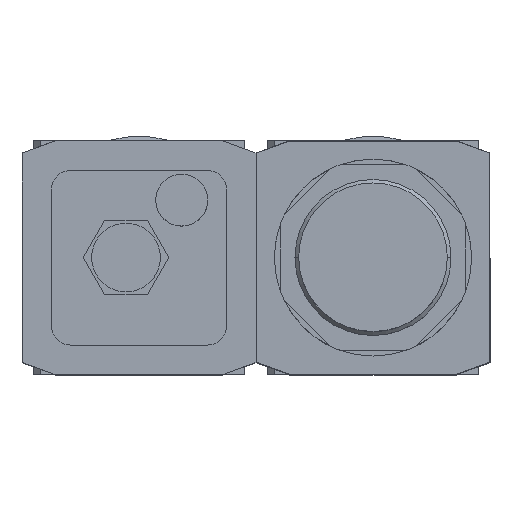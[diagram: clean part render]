
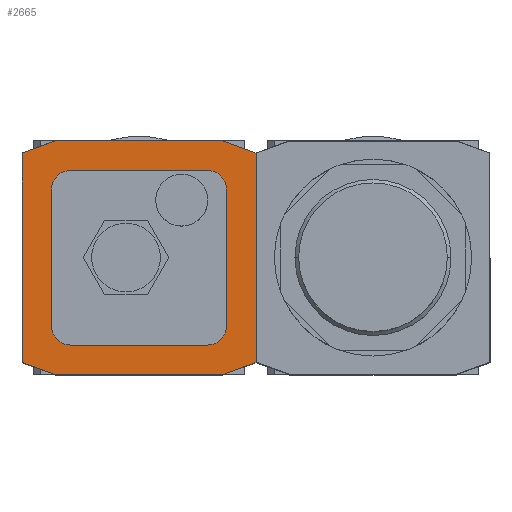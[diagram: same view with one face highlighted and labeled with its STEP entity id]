
A CAD part, top view. The second image highlights one B-rep face of the part: STEP entity #2665.
In plain terms, the highlighted planar face has unit normal (0, 0, 1).
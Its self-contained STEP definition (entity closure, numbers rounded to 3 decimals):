
#2083=CARTESIAN_POINT('',(18.5,23.5,49.5));
#2084=VERTEX_POINT('',#2083);
#2091=CARTESIAN_POINT('',(-18.5,23.5,49.5));
#2092=VERTEX_POINT('',#2091);
#2093=CARTESIAN_POINT('',(-18.5,23.5,49.5));
#2094=DIRECTION('',(1.0,0.0,0.0));
#2095=VECTOR('',#2094,37.);
#2096=LINE('',#2093,#2095);
#2097=EDGE_CURVE('',#2092,#2084,#2096,.T.);
#2122=CARTESIAN_POINT('',(23.5,18.5,49.5));
#2123=VERTEX_POINT('',#2122);
#2130=CARTESIAN_POINT('',(18.5,18.5,49.5));
#2131=DIRECTION('',(0.0,0.0,-1.0));
#2132=DIRECTION('',(-1.0,0.0,0.0));
#2133=AXIS2_PLACEMENT_3D('',#2130,#2131,#2132);
#2134=CIRCLE('',#2133,5.);
#2135=EDGE_CURVE('',#2084,#2123,#2134,.T.);
#2154=CARTESIAN_POINT('',(23.5,-18.5,49.5));
#2155=VERTEX_POINT('',#2154);
#2162=CARTESIAN_POINT('',(23.5,18.5,49.5));
#2163=DIRECTION('',(0.0,-1.0,0.0));
#2164=VECTOR('',#2163,37.);
#2165=LINE('',#2162,#2164);
#2166=EDGE_CURVE('',#2123,#2155,#2165,.T.);
#2186=CARTESIAN_POINT('',(18.5,-23.5,49.5));
#2187=VERTEX_POINT('',#2186);
#2194=CARTESIAN_POINT('',(18.5,-18.5,49.5));
#2195=DIRECTION('',(0.0,0.0,-1.0));
#2196=DIRECTION('',(0.0,1.0,0.0));
#2197=AXIS2_PLACEMENT_3D('',#2194,#2195,#2196);
#2198=CIRCLE('',#2197,5.);
#2199=EDGE_CURVE('',#2155,#2187,#2198,.T.);
#2218=CARTESIAN_POINT('',(-18.5,-23.5,49.5));
#2219=VERTEX_POINT('',#2218);
#2226=CARTESIAN_POINT('',(18.5,-23.5,49.5));
#2227=DIRECTION('',(-1.0,0.0,0.0));
#2228=VECTOR('',#2227,37.);
#2229=LINE('',#2226,#2228);
#2230=EDGE_CURVE('',#2187,#2219,#2229,.T.);
#2250=CARTESIAN_POINT('',(-23.5,-18.5,49.5));
#2251=VERTEX_POINT('',#2250);
#2258=CARTESIAN_POINT('',(-18.5,-18.5,49.5));
#2259=DIRECTION('',(0.0,0.0,-1.0));
#2260=DIRECTION('',(1.0,0.0,0.0));
#2261=AXIS2_PLACEMENT_3D('',#2258,#2259,#2260);
#2262=CIRCLE('',#2261,5.);
#2263=EDGE_CURVE('',#2219,#2251,#2262,.T.);
#2282=CARTESIAN_POINT('',(-23.5,18.5,49.5));
#2283=VERTEX_POINT('',#2282);
#2290=CARTESIAN_POINT('',(-23.5,-18.5,49.5));
#2291=DIRECTION('',(0.0,1.0,0.0));
#2292=VECTOR('',#2291,37.);
#2293=LINE('',#2290,#2292);
#2294=EDGE_CURVE('',#2251,#2283,#2293,.T.);
#2313=CARTESIAN_POINT('',(-18.5,18.5,49.5));
#2314=DIRECTION('',(0.0,0.0,-1.0));
#2315=DIRECTION('',(0.0,-1.0,0.0));
#2316=AXIS2_PLACEMENT_3D('',#2313,#2314,#2315);
#2317=CIRCLE('',#2316,5.);
#2318=EDGE_CURVE('',#2283,#2092,#2317,.T.);
#2584=CARTESIAN_POINT('',(0.,0.0,49.5));
#2585=DIRECTION('',(0.0,0.0,1.0));
#2586=DIRECTION('',(1.0,0.0,0.0));
#2587=AXIS2_PLACEMENT_3D('',#2584,#2585,#2586);
#2588=PLANE('',#2587);
#2589=CARTESIAN_POINT('',(-22.5,-31.5,49.5));
#2590=VERTEX_POINT('',#2589);
#2591=CARTESIAN_POINT('',(-31.5,-28.224,49.5));
#2592=VERTEX_POINT('',#2591);
#2593=CARTESIAN_POINT('',(-22.5,-31.5,49.5));
#2594=DIRECTION('',(-0.94,0.342,0.0));
#2595=VECTOR('',#2594,9.578);
#2596=LINE('',#2593,#2595);
#2597=EDGE_CURVE('',#2590,#2592,#2596,.T.);
#2598=ORIENTED_EDGE('',*,*,#2597,.F.);
#2599=CARTESIAN_POINT('',(22.5,-31.5,49.5));
#2600=VERTEX_POINT('',#2599);
#2601=CARTESIAN_POINT('',(22.5,-31.5,49.5));
#2602=DIRECTION('',(-1.0,0.0,0.0));
#2603=VECTOR('',#2602,45.);
#2604=LINE('',#2601,#2603);
#2605=EDGE_CURVE('',#2600,#2590,#2604,.T.);
#2606=ORIENTED_EDGE('',*,*,#2605,.F.);
#2607=CARTESIAN_POINT('',(31.5,-28.224,49.5));
#2608=VERTEX_POINT('',#2607);
#2609=CARTESIAN_POINT('',(31.5,-28.224,49.5));
#2610=DIRECTION('',(-0.94,-0.342,0.0));
#2611=VECTOR('',#2610,9.578);
#2612=LINE('',#2609,#2611);
#2613=EDGE_CURVE('',#2608,#2600,#2612,.T.);
#2614=ORIENTED_EDGE('',*,*,#2613,.F.);
#2615=CARTESIAN_POINT('',(31.5,28.224,49.5));
#2616=VERTEX_POINT('',#2615);
#2617=CARTESIAN_POINT('',(31.5,28.224,49.5));
#2618=DIRECTION('',(0.0,-1.0,0.0));
#2619=VECTOR('',#2618,56.449);
#2620=LINE('',#2617,#2619);
#2621=EDGE_CURVE('',#2616,#2608,#2620,.T.);
#2622=ORIENTED_EDGE('',*,*,#2621,.F.);
#2623=CARTESIAN_POINT('',(22.5,31.5,49.5));
#2624=VERTEX_POINT('',#2623);
#2625=CARTESIAN_POINT('',(22.5,31.5,49.5));
#2626=DIRECTION('',(0.94,-0.342,0.0));
#2627=VECTOR('',#2626,9.578);
#2628=LINE('',#2625,#2627);
#2629=EDGE_CURVE('',#2624,#2616,#2628,.T.);
#2630=ORIENTED_EDGE('',*,*,#2629,.F.);
#2631=CARTESIAN_POINT('',(-22.5,31.5,49.5));
#2632=VERTEX_POINT('',#2631);
#2633=CARTESIAN_POINT('',(-22.5,31.5,49.5));
#2634=DIRECTION('',(1.0,0.0,0.0));
#2635=VECTOR('',#2634,45.);
#2636=LINE('',#2633,#2635);
#2637=EDGE_CURVE('',#2632,#2624,#2636,.T.);
#2638=ORIENTED_EDGE('',*,*,#2637,.F.);
#2639=CARTESIAN_POINT('',(-31.5,28.224,49.5));
#2640=VERTEX_POINT('',#2639);
#2641=CARTESIAN_POINT('',(-31.5,28.224,49.5));
#2642=DIRECTION('',(0.94,0.342,0.0));
#2643=VECTOR('',#2642,9.578);
#2644=LINE('',#2641,#2643);
#2645=EDGE_CURVE('',#2640,#2632,#2644,.T.);
#2646=ORIENTED_EDGE('',*,*,#2645,.F.);
#2647=CARTESIAN_POINT('',(-31.5,-28.224,49.5));
#2648=DIRECTION('',(0.0,1.0,0.0));
#2649=VECTOR('',#2648,56.449);
#2650=LINE('',#2647,#2649);
#2651=EDGE_CURVE('',#2592,#2640,#2650,.T.);
#2652=ORIENTED_EDGE('',*,*,#2651,.F.);
#2653=EDGE_LOOP('',(#2598,#2606,#2614,#2622,#2630,#2638,#2646,#2652));
#2654=FACE_OUTER_BOUND('',#2653,.T.);
#2655=ORIENTED_EDGE('',*,*,#2097,.T.);
#2656=ORIENTED_EDGE('',*,*,#2135,.T.);
#2657=ORIENTED_EDGE('',*,*,#2166,.T.);
#2658=ORIENTED_EDGE('',*,*,#2199,.T.);
#2659=ORIENTED_EDGE('',*,*,#2230,.T.);
#2660=ORIENTED_EDGE('',*,*,#2263,.T.);
#2661=ORIENTED_EDGE('',*,*,#2294,.T.);
#2662=ORIENTED_EDGE('',*,*,#2318,.T.);
#2663=EDGE_LOOP('',(#2655,#2656,#2657,#2658,#2659,#2660,#2661,#2662));
#2664=FACE_BOUND('',#2663,.T.);
#2665=ADVANCED_FACE('',(#2654,#2664),#2588,.T.);
